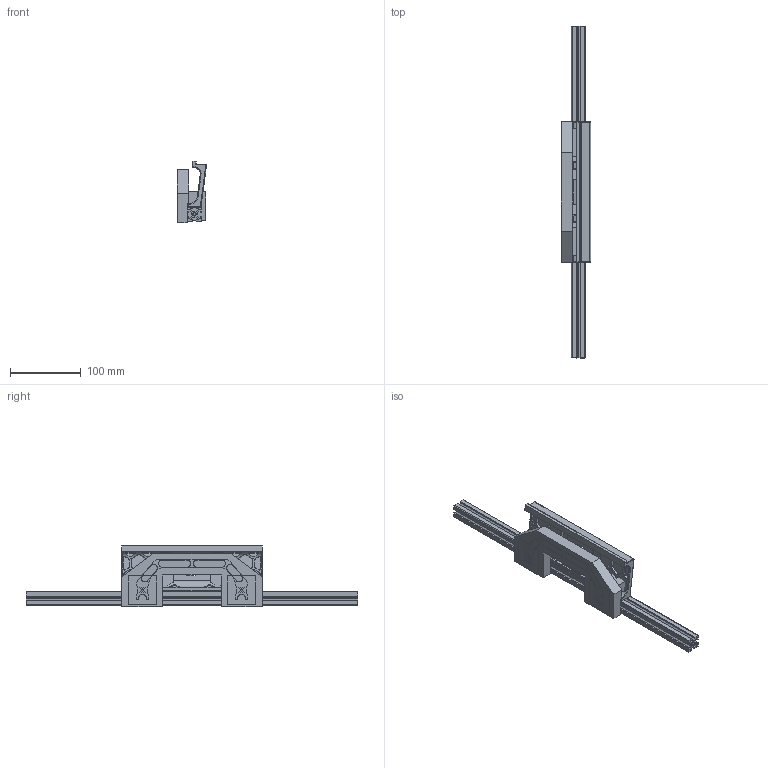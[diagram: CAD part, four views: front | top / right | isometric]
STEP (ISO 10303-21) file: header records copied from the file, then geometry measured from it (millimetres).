
FILE_DESCRIPTION(/* description */ (''),/* implementation_level */ '2;1');
FILE_NAME(/* name */ '350mm_Canopy_side_handles.step',/* time_stamp */ '2024-03-30T14:11:52+01:00',/* author */ (''),/* organization */ (''),/* preprocessor_version */ 'ST-DEVELOPER v20',/* originating_system */ 'Autodesk Translation Framework v12.20.1.177',/* authorisation */ '');
FILE_SCHEMA (('AUTOMOTIVE_DESIGN { 1 0 10303 214 3 1 1 }'));
Products named in the file (6): (Unsaved); Canopy side; Handle; Fastners; 91292A123_18-8 Stainless Steel Socket Head Screw; 92095A212_NO THREADS
Assembly tree (9 placements, depth 3):
  (Unsaved)
    Canopy side
    Handle
    Fastners
      91292A123_18-8 Stainless Steel Socket Head Screw  x4
      92095A212_NO THREADS  x2
Bounding box: 41.32 x 470 x 87.13 mm (x, y, z)
Volume: 563429.6 mm3; surface area: 218351.5 mm2
Topology: 13 solids, 13 shells, 1573 faces, 4264 edges, 2750 vertices
Faces by surface type: plane 878, cylinder 551, cone 118, bspline 12, torus 8, sphere 6
Full cylindrical faces by diameter (mm): 2.35 x156, 2.8 x8, 3 x156, 3.2 x10, 4.2 x1, 4.234 x2, 4.7 x4, 5 x2, 5.12 x2, 5.4 x4, 5.5 x4, 6 x10, 9.5 x2
Entity records: 46983 total; most frequent: CARTESIAN_POINT 15622, ORIENTED_EDGE 6720, DIRECTION 6173, EDGE_CURVE 3360, LINE 2469, VECTOR 2469, VERTEX_POINT 2161, AXIS2_PLACEMENT_3D 1852
